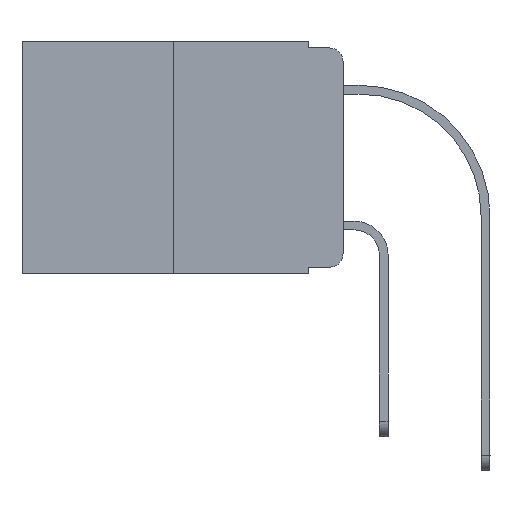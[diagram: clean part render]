
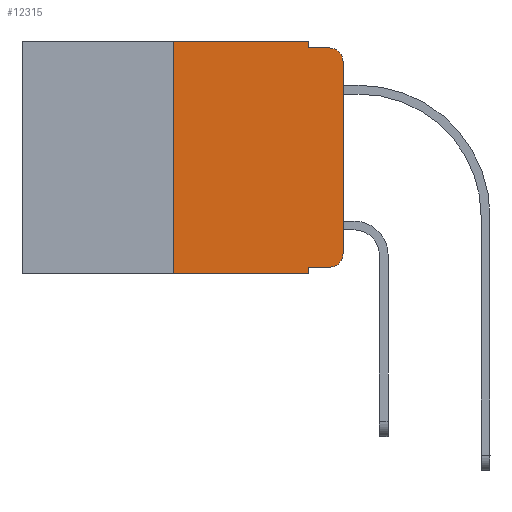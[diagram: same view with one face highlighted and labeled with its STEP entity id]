
A CAD part, left-side view. The second image highlights one B-rep face of the part: STEP entity #12315.
In plain terms, the highlighted planar face has unit normal (-1, 0, 0).
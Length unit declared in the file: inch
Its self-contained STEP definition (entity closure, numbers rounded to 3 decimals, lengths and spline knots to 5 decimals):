
#63 = AXIS2_PLACEMENT_3D ( 'NONE', #19803, #3006, #1274 ) ;
#79 = CIRCLE ( 'NONE', #63, 0.02 ) ;
#275 = LINE ( 'NONE', #12406, #1497 ) ;
#279 = CARTESIAN_POINT ( 'NONE',  ( 0., 0.02, -0.03 ) ) ;
#358 = CARTESIAN_POINT ( 'NONE',  ( 0., 0.051, -0.333 ) ) ;
#590 = VECTOR ( 'NONE', #9282, 39.37008 ) ;
#645 = ORIENTED_EDGE ( 'NONE', *, *, #2547, .T. ) ;
#677 = CARTESIAN_POINT ( 'NONE',  ( 0., 0., -0.313 ) ) ;
#1180 = DIRECTION ( 'NONE',  ( 0., -1., 0. ) ) ;
#1274 = DIRECTION ( 'NONE',  ( 0., 0., -1. ) ) ;
#1331 = EDGE_CURVE ( 'NONE', #22217, #8009, #20194, .T. ) ;
#1497 = VECTOR ( 'NONE', #8387, 39.37008 ) ;
#1811 = CARTESIAN_POINT ( 'NONE',  ( 0., 0.051, 0. ) ) ;
#1845 = ORIENTED_EDGE ( 'NONE', *, *, #22287, .T. ) ;
#1922 = LINE ( 'NONE', #1811, #590 ) ;
#2016 = CARTESIAN_POINT ( 'NONE',  ( 0., 0., -0.03 ) ) ;
#2547 = EDGE_CURVE ( 'NONE', #20899, #20918, #21438, .T. ) ;
#2693 = CARTESIAN_POINT ( 'NONE',  ( 0., 0.051, 0. ) ) ;
#2705 = EDGE_CURVE ( 'NONE', #16674, #3281, #20436, .T. ) ;
#2957 = AXIS2_PLACEMENT_3D ( 'NONE', #279, #9730, #7780 ) ;
#3006 = DIRECTION ( 'NONE',  ( -1., 0., 0. ) ) ;
#3017 = EDGE_LOOP ( 'NONE', ( #1845, #8076, #17818, #16586, #17354, #6018, #645, #4208, #5226, #23938 ) ) ;
#3073 = VECTOR ( 'NONE', #20182, 39.37008 ) ;
#3281 = VERTEX_POINT ( 'NONE', #2693 ) ;
#3403 = CARTESIAN_POINT ( 'NONE',  ( 0., 0.051, -0.01 ) ) ;
#3549 = LINE ( 'NONE', #18740, #12431 ) ;
#3884 = CARTESIAN_POINT ( 'NONE',  ( 0., 0.02, -0.333 ) ) ;
#4085 = VERTEX_POINT ( 'NONE', #3884 ) ;
#4123 = PLANE ( 'NONE',  #5583 ) ;
#4208 = ORIENTED_EDGE ( 'NONE', *, *, #18094, .F. ) ;
#4982 = CARTESIAN_POINT ( 'NONE',  ( 0., 0.051, -0.01 ) ) ;
#5226 = ORIENTED_EDGE ( 'NONE', *, *, #7811, .T. ) ;
#5583 = AXIS2_PLACEMENT_3D ( 'NONE', #19189, #9749, #11588 ) ;
#6018 = ORIENTED_EDGE ( 'NONE', *, *, #21472, .F. ) ;
#7780 = DIRECTION ( 'NONE',  ( 0., 0., -1. ) ) ;
#7811 = EDGE_CURVE ( 'NONE', #17796, #4085, #275, .T. ) ;
#8009 = VERTEX_POINT ( 'NONE', #21989 ) ;
#8076 = ORIENTED_EDGE ( 'NONE', *, *, #9574, .T. ) ;
#8304 = CARTESIAN_POINT ( 'NONE',  ( 0., 0.25, -0.343 ) ) ;
#8387 = DIRECTION ( 'NONE',  ( 0., -1., 0. ) ) ;
#8442 = CARTESIAN_POINT ( 'NONE',  ( 0., 0.473, -0.343 ) ) ;
#9029 = DIRECTION ( 'NONE',  ( 0., -1., 0. ) ) ;
#9282 = DIRECTION ( 'NONE',  ( 0., 0., -1. ) ) ;
#9574 = EDGE_CURVE ( 'NONE', #15517, #8009, #10402, .T. ) ;
#9730 = DIRECTION ( 'NONE',  ( -1., 0., 0. ) ) ;
#9749 = DIRECTION ( 'NONE',  ( 1., 0., 0. ) ) ;
#10293 = VECTOR ( 'NONE', #18482, 39.37008 ) ;
#10402 = CIRCLE ( 'NONE', #2957, 0.02 ) ;
#11588 = DIRECTION ( 'NONE',  ( 0., 0., -1. ) ) ;
#11837 = VECTOR ( 'NONE', #1180, 39.37008 ) ;
#12315 = ADVANCED_FACE ( 'NONE', ( #23131 ), #4123, .F. ) ;
#12406 = CARTESIAN_POINT ( 'NONE',  ( 0., 0.051, -0.333 ) ) ;
#12431 = VECTOR ( 'NONE', #20221, 39.37008 ) ;
#12457 = EDGE_CURVE ( 'NONE', #4085, #16449, #79, .T. ) ;
#12571 = CARTESIAN_POINT ( 'NONE',  ( 0., 0.25, 0. ) ) ;
#12903 = LINE ( 'NONE', #21995, #16493 ) ;
#14418 = CARTESIAN_POINT ( 'NONE',  ( 0., 0.051, -0.343 ) ) ;
#14541 = CARTESIAN_POINT ( 'NONE',  ( 0., 0., 0. ) ) ;
#15033 = LINE ( 'NONE', #14541, #3073 ) ;
#15517 = VERTEX_POINT ( 'NONE', #2016 ) ;
#16449 = VERTEX_POINT ( 'NONE', #677 ) ;
#16493 = VECTOR ( 'NONE', #24207, 39.37008 ) ;
#16586 = ORIENTED_EDGE ( 'NONE', *, *, #21915, .F. ) ;
#16674 = VERTEX_POINT ( 'NONE', #12571 ) ;
#17354 = ORIENTED_EDGE ( 'NONE', *, *, #2705, .F. ) ;
#17796 = VERTEX_POINT ( 'NONE', #358 ) ;
#17818 = ORIENTED_EDGE ( 'NONE', *, *, #1331, .F. ) ;
#18094 = EDGE_CURVE ( 'NONE', #17796, #20918, #3549, .T. ) ;
#18482 = DIRECTION ( 'NONE',  ( 0., -1., 0. ) ) ;
#18740 = CARTESIAN_POINT ( 'NONE',  ( 0., 0.051, 0. ) ) ;
#19189 = CARTESIAN_POINT ( 'NONE',  ( 0., 0.473, 0. ) ) ;
#19721 = VECTOR ( 'NONE', #9029, 39.37008 ) ;
#19803 = CARTESIAN_POINT ( 'NONE',  ( 0., 0.02, -0.313 ) ) ;
#20066 = CARTESIAN_POINT ( 'NONE',  ( 0., 0.473, 0. ) ) ;
#20182 = DIRECTION ( 'NONE',  ( 0., 0., 1. ) ) ;
#20194 = LINE ( 'NONE', #3403, #19721 ) ;
#20221 = DIRECTION ( 'NONE',  ( 0., 0., -1. ) ) ;
#20436 = LINE ( 'NONE', #20066, #10293 ) ;
#20899 = VERTEX_POINT ( 'NONE', #8304 ) ;
#20918 = VERTEX_POINT ( 'NONE', #14418 ) ;
#21438 = LINE ( 'NONE', #8442, #11837 ) ;
#21472 = EDGE_CURVE ( 'NONE', #20899, #16674, #12903, .T. ) ;
#21915 = EDGE_CURVE ( 'NONE', #3281, #22217, #1922, .T. ) ;
#21989 = CARTESIAN_POINT ( 'NONE',  ( 0., 0.02, -0.01 ) ) ;
#21995 = CARTESIAN_POINT ( 'NONE',  ( 0., 0.25, 0. ) ) ;
#22217 = VERTEX_POINT ( 'NONE', #4982 ) ;
#22287 = EDGE_CURVE ( 'NONE', #16449, #15517, #15033, .T. ) ;
#23131 = FACE_OUTER_BOUND ( 'NONE', #3017, .T. ) ;
#23938 = ORIENTED_EDGE ( 'NONE', *, *, #12457, .T. ) ;
#24207 = DIRECTION ( 'NONE',  ( 0., 0., 1. ) ) ;
